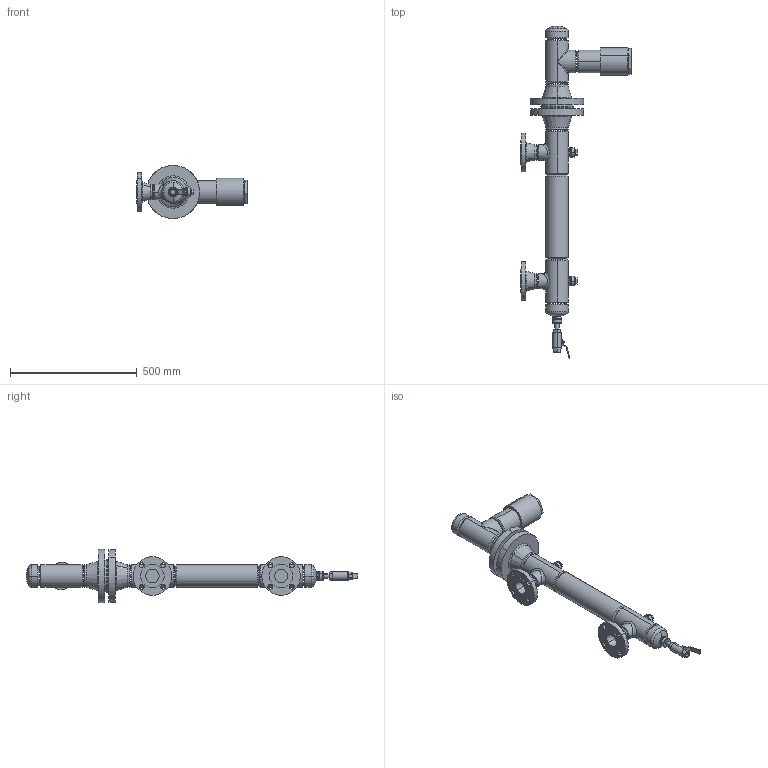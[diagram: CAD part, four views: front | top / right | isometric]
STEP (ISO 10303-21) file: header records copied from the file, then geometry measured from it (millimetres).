
FILE_DESCRIPTION (( 'STEP AP203' ), '1' );
FILE_NAME ('Vertical Float Cage Assy.STEP', '2018-05-09T13:57:09', ( '' ), ( '' ), 'SwSTEP 2.0', 'SolidWorks 2018', '' );
FILE_SCHEMA (( 'CONFIG_CONTROL_DESIGN' ));
Length unit declared in the file: inch
Products named in the file (1): Vertical Float Cage Assy
Bounding box: 435.23 x 1310.11 x 209.55 mm (x, y, z)
Volume: 10537203.9 mm3; surface area: 822607.5 mm2
Topology: 12 solids, 12 shells, 378 faces, 833 edges, 498 vertices
Faces by surface type: plane 113, cone 111, cylinder 96, bspline 30, torus 24, sphere 4
Entity records: 16624 total; most frequent: CARTESIAN_POINT 8259, DIRECTION 1802, ORIENTED_EDGE 1658, EDGE_CURVE 829, AXIS2_PLACEMENT_3D 726, VERTEX_POINT 498, EDGE_LOOP 425, FACE_OUTER_BOUND 378
